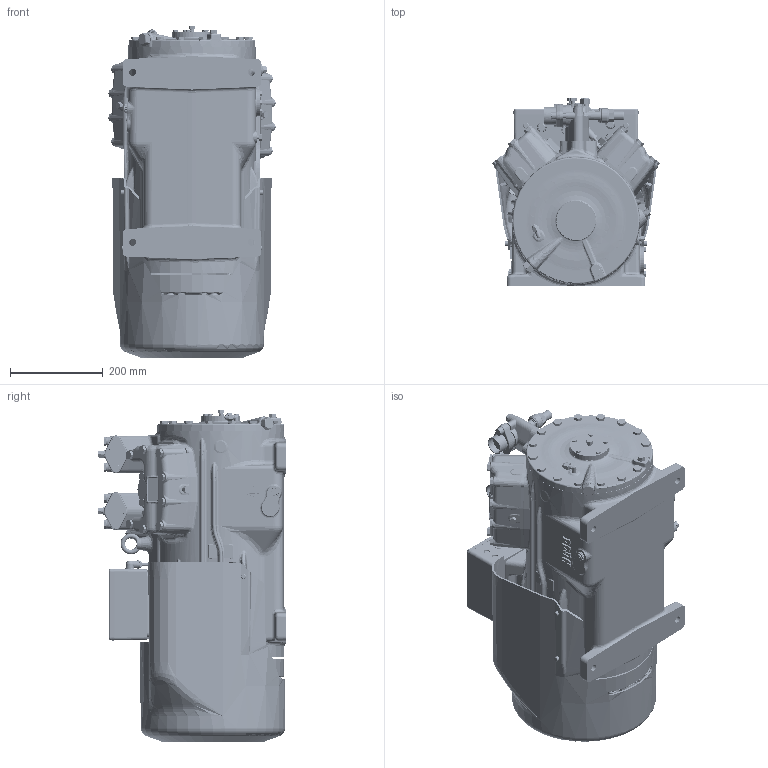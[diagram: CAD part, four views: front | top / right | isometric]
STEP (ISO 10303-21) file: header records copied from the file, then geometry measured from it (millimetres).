
FILE_DESCRIPTION (( 'STEP AP214' ), '1' );
FILE_NAME ('HA44e.STEP', '2021-03-24T12:20:40', ( '' ), ( '' ), 'SwSTEP 2.0', 'SolidWorks 2019', '' );
FILE_SCHEMA (( 'AUTOMOTIVE_DESIGN' ));
Length unit declared in the file: millimetre
Products named in the file (11): discharge valve; air guiding hood; terminal box; ventilator motor; motor cover; bearing flange; HA44e; suction valve; cylinder cover; intermediate flange; compressor casing
Assembly tree (12 placements, depth 2):
  HA44e
    compressor casing
    bearing flange
    cylinder cover  x2
    air guiding hood
    motor cover
    ventilator motor
    terminal box
    discharge valve
    suction valve
    intermediate flange  x2
Bounding box: 362.53 x 407.46 x 717.02 mm (x, y, z)
Volume: 45493067.4 mm3; surface area: 2440936.2 mm2
Topology: 11 solids, 14 shells, 6098 faces, 14664 edges, 8687 vertices
Faces by surface type: plane 2179, bspline 1690, cylinder 1173, cone 531, torus 438, sphere 87
Entity records: 256238 total; most frequent: CARTESIAN_POINT 144056, ORIENTED_EDGE 25270, DIRECTION 20560, EDGE_CURVE 12643, AXIS2_PLACEMENT_3D 7951, VERTEX_POINT 7584, EDGE_LOOP 5621, FACE_OUTER_BOUND 5340
